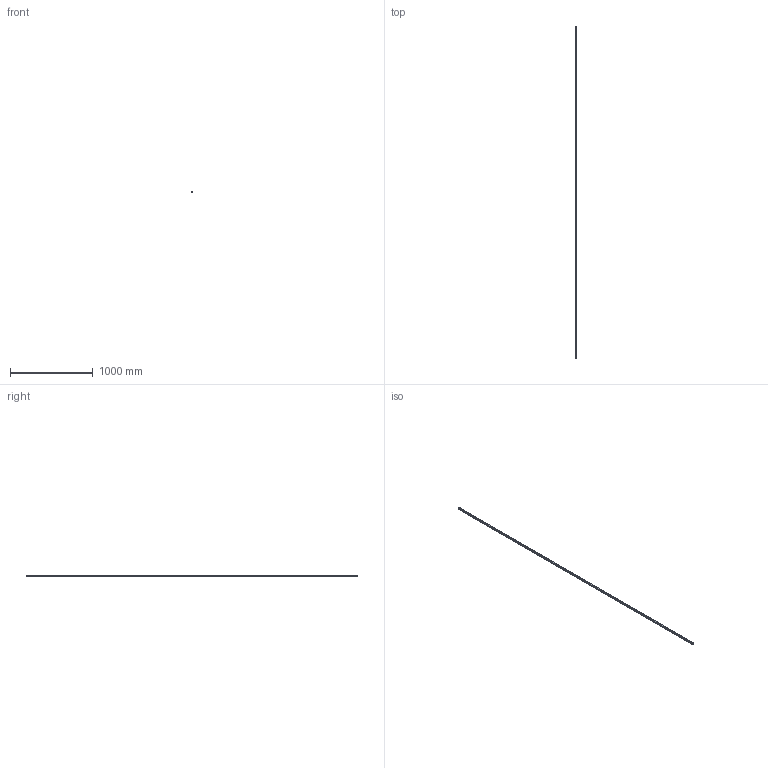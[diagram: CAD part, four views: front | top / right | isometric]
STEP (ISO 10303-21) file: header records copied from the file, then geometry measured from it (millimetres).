
FILE_DESCRIPTION(('STEP AP214'),'1');
FILE_NAME('cctmp_A62D9962-B01B-491F-9487-A7F6A261D2E3_2024_08_07_21_32_26_0750..stp','2024-08-07T19:32:27',('HIWIN GmbH'),('CADClick - www.CADClick.com'),'Spatial InterOp 3D',' ','unknown authorization');
FILE_SCHEMA(('AUTOMOTIVE_DESIGN'));
Length unit declared in the file: millimetre
Products named in the file (3): cc_unnamed; HGR20R4000C_FILE_1; HGR20R4000C_FILE
Assembly tree (2 placements, depth 2):
  cc_unnamed
    HGR20R4000C_FILE_1
    HGR20R4000C_FILE
Bounding box: 20 x 4000 x 17.5 mm (x, y, z)
Volume: 1143293.7 mm3; surface area: 339745.8 mm2
Topology: 2 solids, 2 shells, 817 faces, 1812 edges, 1208 vertices
Faces by surface type: cylinder 446, plane 371
Entity records: 29574 total; most frequent: DIRECTION 4344, CARTESIAN_POINT 3840, ORIENTED_EDGE 3624, EDGE_CURVE 1812, AXIS2_PLACEMENT_3D 1712, VERTEX_POINT 1208, EDGE_LOOP 1026, LINE 920
